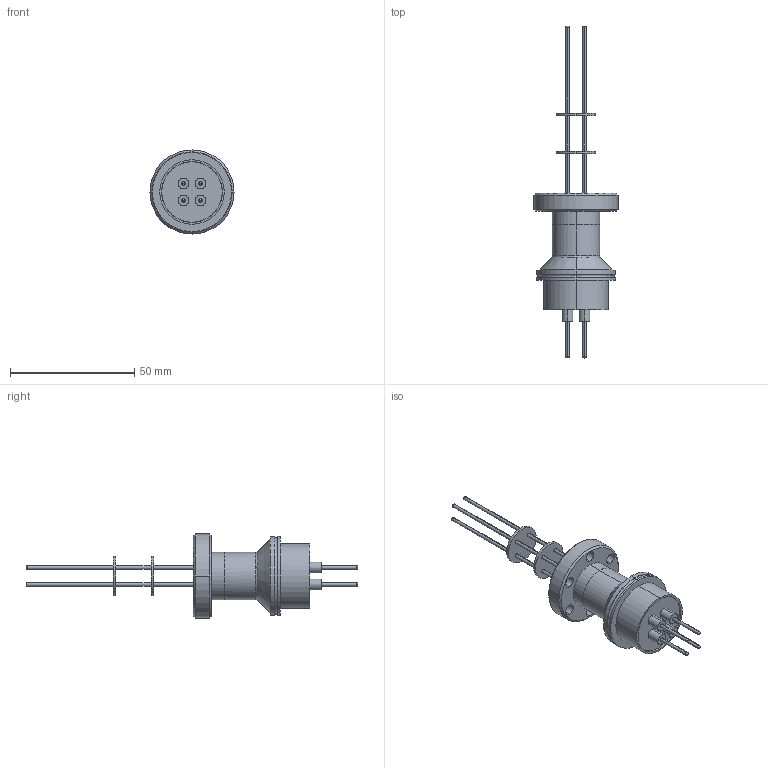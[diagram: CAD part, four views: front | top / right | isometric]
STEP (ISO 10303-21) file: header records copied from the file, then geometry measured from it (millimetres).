
FILE_DESCRIPTION (( 'STEP AP203' ), '1' );
FILE_NAME ('A0423-1-CF.STEP', '2013-04-08T20:18:56', ( '' ), ( '' ), 'SwSTEP 2.0', 'SolidWorks 2012', '' );
FILE_SCHEMA (( 'CONFIG_CONTROL_DESIGN' ));
Length unit declared in the file: inch
Products named in the file (1): A0423-1-CF
Bounding box: 33.78 x 133.35 x 33.78 mm (x, y, z)
Volume: 10216.4 mm3; surface area: 14272.8 mm2
Topology: 1 solids, 5 shells, 207 faces, 467 edges, 304 vertices
Faces by surface type: cylinder 110, plane 44, cone 27, bspline 26
Entity records: 6356 total; most frequent: CARTESIAN_POINT 1429, DIRECTION 1121, ORIENTED_EDGE 934, AXIS2_PLACEMENT_3D 492, EDGE_CURVE 467, CIRCLE 310, VERTEX_POINT 304, EDGE_LOOP 273
